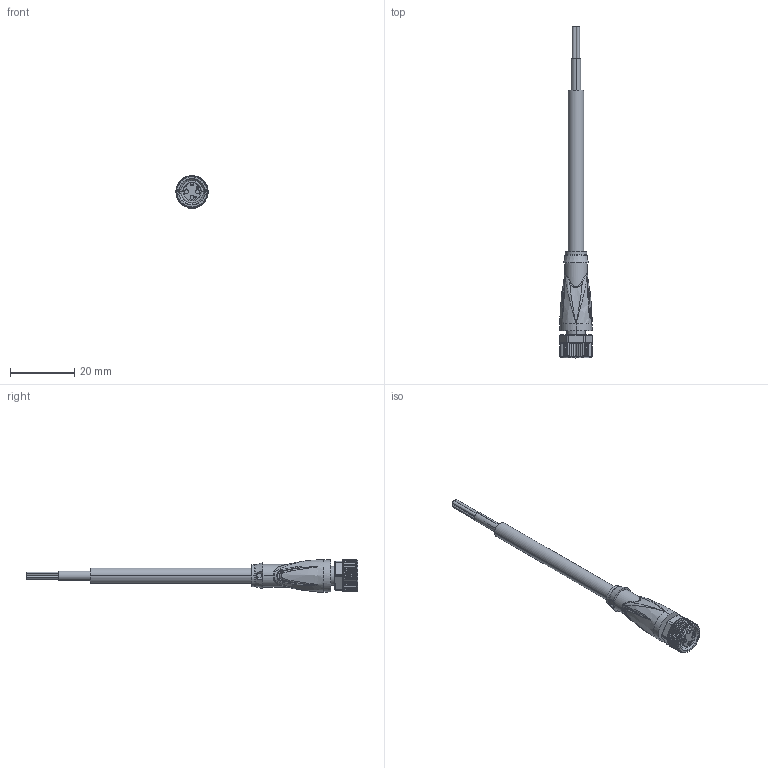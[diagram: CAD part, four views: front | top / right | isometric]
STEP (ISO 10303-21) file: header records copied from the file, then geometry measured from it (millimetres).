
FILE_DESCRIPTION(('STEP AP214'),'1');
FILE_NAME('cctmp_664C1861-EEC5-49AC-9C20-C54933F5C571_2022_04_27_10_48_19_0226..stp','2022-04-27T08:48:24',('KiM GmbH'),('CADClick - www.CADClick.com'),'Spatial InterOp 3D postprocessed',' ','unknown authorization');
FILE_SCHEMA(('AUTOMOTIVE_DESIGN'));
Length unit declared in the file: millimetre
Products named in the file (7): T193674_1; Connection2; Cable; Connection1; Connection1_2; Connection1_1; T193674
Assembly tree (6 placements, depth 4):
  T193674
    T193674_1
      Connection2
      Cable
      Connection1
        Connection1_2
        Connection1_1
Bounding box: 10 x 103 x 10.15 mm (x, y, z)
Volume: 2893.8 mm3; surface area: 3063.3 mm2
Topology: 10 solids, 12 shells, 851 faces, 2198 edges, 1387 vertices
Faces by surface type: plane 396, torus 132, bspline 124, cylinder 115, cone 72, extrusion 12
Entity records: 78123 total; most frequent: CARTESIAN_POINT 51336, ORIENTED_EDGE 4388, DIRECTION 3738, EDGE_CURVE 2198, STYLED_ITEM 1938, PRESENTATION_STYLE_ASSIGNMENT 1938, VERTEX_POINT 1387, AXIS2_PLACEMENT_3D 1348
